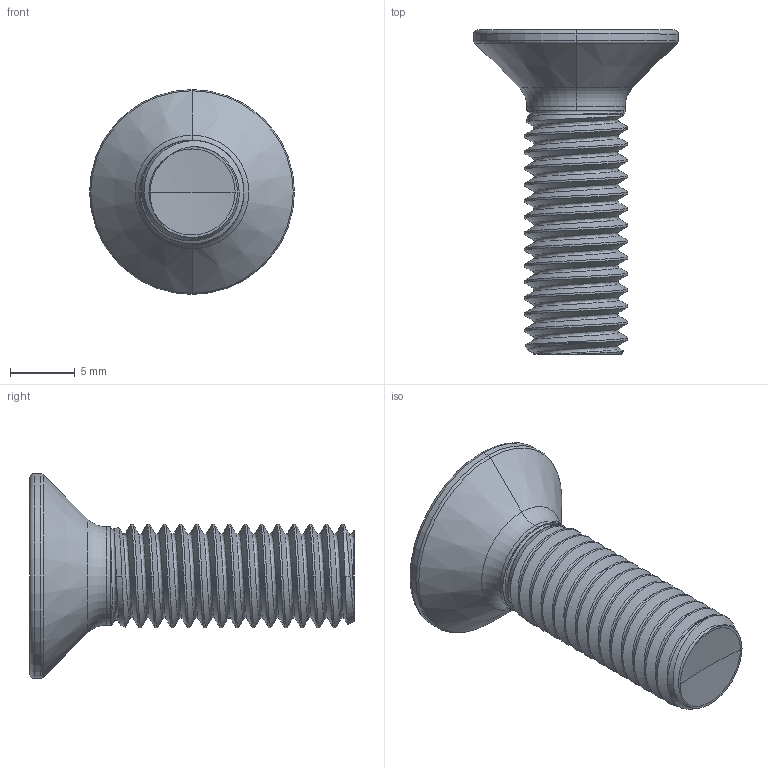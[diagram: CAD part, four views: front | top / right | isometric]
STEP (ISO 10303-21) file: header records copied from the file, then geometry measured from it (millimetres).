
FILE_DESCRIPTION (( 'STEP AP203' ), '1' );
FILE_NAME ('STM410800250.STEP', '2020-12-18T18:43:40', ( '' ), ( '' ), 'SwSTEP 2.0', 'SolidWorks 2015', '' );
FILE_SCHEMA (( 'CONFIG_CONTROL_DESIGN' ));
Length unit declared in the file: millimetre
Products named in the file (2): STM410800250
Bounding box: 15.8 x 25 x 15.8 mm (x, y, z)
Volume: 1344.9 mm3; surface area: 1289.4 mm2
Topology: 1 solids, 1 shells, 102 faces, 269 edges, 168 vertices
Faces by surface type: cylinder 54, bspline 18, cone 14, torus 9, plane 5, sphere 2
Entity records: 29240 total; most frequent: CARTESIAN_POINT 26915, ORIENTED_EDGE 534, DIRECTION 357, EDGE_CURVE 267, VERTEX_POINT 168, AXIS2_PLACEMENT_3D 145, B_SPLINE_CURVE_WITH_KNOTS 111, EDGE_LOOP 103
